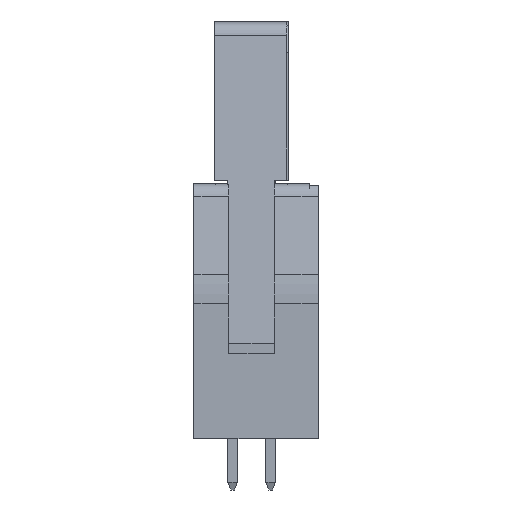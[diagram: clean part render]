
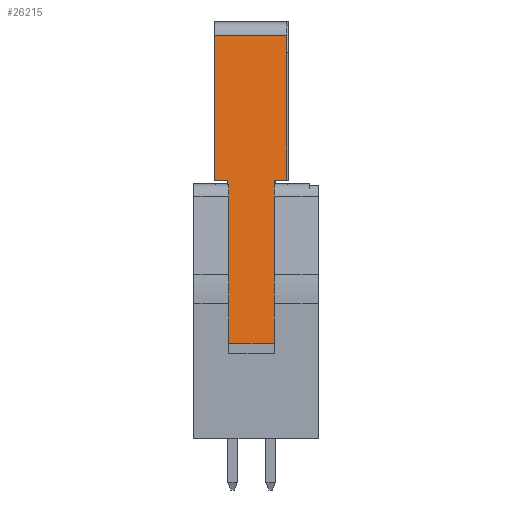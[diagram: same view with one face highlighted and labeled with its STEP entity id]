
A CAD part, front view. The second image highlights one B-rep face of the part: STEP entity #26215.
In plain terms, the highlighted face is planar.
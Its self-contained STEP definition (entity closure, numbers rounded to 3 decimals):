
#2040=ORIENTED_EDGE('',*,*,#5981,.F.);
#2041=ORIENTED_EDGE('',*,*,#6665,.T.);
#2042=ORIENTED_EDGE('',*,*,#6669,.F.);
#2043=ORIENTED_EDGE('',*,*,#6670,.T.);
#2044=ORIENTED_EDGE('',*,*,#6671,.F.);
#2045=ORIENTED_EDGE('',*,*,#6672,.F.);
#2046=ORIENTED_EDGE('',*,*,#6673,.T.);
#2047=ORIENTED_EDGE('',*,*,#6674,.F.);
#2048=ORIENTED_EDGE('',*,*,#6675,.F.);
#2049=ORIENTED_EDGE('',*,*,#5664,.T.);
#5664=EDGE_CURVE('',#8331,#8332,#9959,.T.);
#5981=EDGE_CURVE('',#8581,#8332,#10263,.T.);
#6665=EDGE_CURVE('',#8581,#9009,#10906,.T.);
#6669=EDGE_CURVE('',#9012,#9009,#10910,.T.);
#6670=EDGE_CURVE('',#9012,#9013,#10911,.T.);
#6671=EDGE_CURVE('',#9014,#9013,#10912,.T.);
#6672=EDGE_CURVE('',#9015,#9014,#10913,.T.);
#6673=EDGE_CURVE('',#9015,#9016,#10914,.T.);
#6674=EDGE_CURVE('',#9017,#9016,#10915,.T.);
#6675=EDGE_CURVE('',#8331,#9017,#10916,.T.);
#8331=VERTEX_POINT('',#33554);
#8332=VERTEX_POINT('',#33555);
#8581=VERTEX_POINT('',#34215);
#9009=VERTEX_POINT('',#35465);
#9012=VERTEX_POINT('',#35475);
#9013=VERTEX_POINT('',#35477);
#9014=VERTEX_POINT('',#35479);
#9015=VERTEX_POINT('',#35481);
#9016=VERTEX_POINT('',#35483);
#9017=VERTEX_POINT('',#35485);
#9959=LINE('',#33553,#12536);
#10263=LINE('',#34216,#12840);
#10906=LINE('',#35466,#13483);
#10910=LINE('',#35474,#13487);
#10911=LINE('',#35476,#13488);
#10912=LINE('',#35478,#13489);
#10913=LINE('',#35480,#13490);
#10914=LINE('',#35482,#13491);
#10915=LINE('',#35484,#13492);
#10916=LINE('',#35486,#13493);
#12536=VECTOR('',#28485,1000.);
#12840=VECTOR('',#29005,1000.);
#13483=VECTOR('',#30006,1000.);
#13487=VECTOR('',#30014,1000.);
#13488=VECTOR('',#30015,1000.);
#13489=VECTOR('',#30016,1000.);
#13490=VECTOR('',#30017,1000.);
#13491=VECTOR('',#30018,1000.);
#13492=VECTOR('',#30019,1000.);
#13493=VECTOR('',#30020,1000.);
#15275=EDGE_LOOP('',(#2040,#2041,#2042,#2043,#2044,#2045,#2046,#2047,#2048,
#2049));
#16444=FACE_BOUND('',#15275,.T.);
#17533=PLANE('',#27367);
#26215=ADVANCED_FACE('',(#16444),#17533,.T.);
#27367=AXIS2_PLACEMENT_3D('',#35473,#30012,#30013);
#28485=DIRECTION('',(0.,1.,0.));
#29005=DIRECTION('',(-0.117,0.,0.993));
#30006=DIRECTION('',(0.,1.,0.));
#30012=DIRECTION('',(0.993,0.,0.117));
#30013=DIRECTION('',(0.117,0.,-0.993));
#30014=DIRECTION('',(0.117,0.,-0.993));
#30015=DIRECTION('',(0.,1.,0.));
#30016=DIRECTION('',(0.117,0.,-0.993));
#30017=DIRECTION('',(0.,1.,0.));
#30018=DIRECTION('',(0.117,0.,-0.993));
#30019=DIRECTION('',(0.,-1.,0.));
#30020=DIRECTION('',(-0.117,0.,0.993));
#33553=CARTESIAN_POINT('',(33.249,-4.15,11.948));
#33554=CARTESIAN_POINT('',(33.249,-1.925,11.948));
#33555=CARTESIAN_POINT('',(33.249,-1.825,11.948));
#34215=CARTESIAN_POINT('',(34.5,-1.825,1.366));
#34216=CARTESIAN_POINT('',(34.556,-1.825,0.892));
#35465=CARTESIAN_POINT('',(34.5,1.215,1.366));
#35466=CARTESIAN_POINT('',(34.5,-2.755,1.366));
#35473=CARTESIAN_POINT('',(31.85,-2.755,23.785));
#35474=CARTESIAN_POINT('',(33.214,1.215,12.249));
#35475=CARTESIAN_POINT('',(33.214,1.215,12.249));
#35476=CARTESIAN_POINT('',(33.214,1.215,12.249));
#35477=CARTESIAN_POINT('',(33.214,2.045,12.249));
#35478=CARTESIAN_POINT('',(31.85,2.045,23.785));
#35479=CARTESIAN_POINT('',(32.071,2.045,21.913));
#35480=CARTESIAN_POINT('',(32.071,-2.755,21.913));
#35481=CARTESIAN_POINT('',(32.071,-2.755,21.913));
#35482=CARTESIAN_POINT('',(31.85,-2.755,23.785));
#35483=CARTESIAN_POINT('',(33.214,-2.755,12.249));
#35484=CARTESIAN_POINT('',(33.214,-1.925,12.249));
#35485=CARTESIAN_POINT('',(33.214,-1.925,12.249));
#35486=CARTESIAN_POINT('',(33.214,-1.925,12.249));
